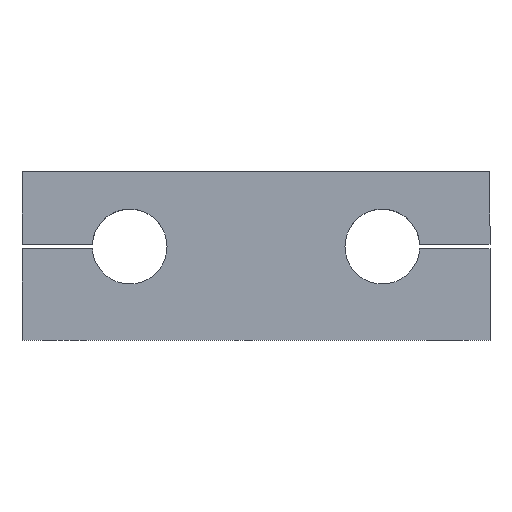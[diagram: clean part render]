
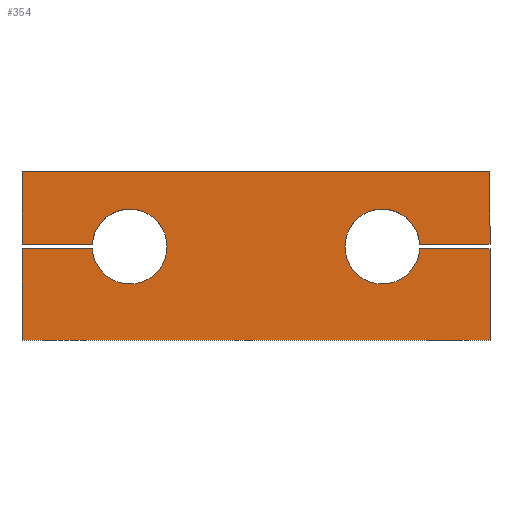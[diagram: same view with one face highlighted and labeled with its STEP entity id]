
A CAD part, top view. The second image highlights one B-rep face of the part: STEP entity #354.
In plain terms, the highlighted planar face has unit normal (0, 0, 1).
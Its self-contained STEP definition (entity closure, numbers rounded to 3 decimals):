
#3 = EDGE_CURVE ( 'NONE', #538, #34, #711, .T. ) ;
#6 = VECTOR ( 'NONE', #656, 1000. ) ;
#9 = CARTESIAN_POINT ( 'NONE',  ( -50., 36., 9. ) ) ;
#12 = DIRECTION ( 'NONE',  ( -1., 0., 0. ) ) ;
#17 = PLANE ( 'NONE',  #603 ) ;
#20 = VERTEX_POINT ( 'NONE', #428 ) ;
#31 = ORIENTED_EDGE ( 'NONE', *, *, #138, .T. ) ;
#34 = VERTEX_POINT ( 'NONE', #205 ) ;
#41 = CARTESIAN_POINT ( 'NONE',  ( 50., 0., 9. ) ) ;
#47 = AXIS2_PLACEMENT_3D ( 'NONE', #124, #296, #638 ) ;
#53 = CARTESIAN_POINT ( 'NONE',  ( -34.984, 20.5, 9. ) ) ;
#62 = EDGE_CURVE ( 'NONE', #637, #301, #655, .T. ) ;
#68 = CARTESIAN_POINT ( 'NONE',  ( 27., 20., 9. ) ) ;
#86 = CARTESIAN_POINT ( 'NONE',  ( -50., 19.5, 9. ) ) ;
#94 = VECTOR ( 'NONE', #338, 1000. ) ;
#99 = DIRECTION ( 'NONE',  ( 0., 1., 0. ) ) ;
#106 = LINE ( 'NONE', #164, #243 ) ;
#113 = CARTESIAN_POINT ( 'NONE',  ( 50., 0., 9. ) ) ;
#124 = CARTESIAN_POINT ( 'NONE',  ( -27., 20., 9. ) ) ;
#135 = CARTESIAN_POINT ( 'NONE',  ( 50., 36., 9. ) ) ;
#138 = EDGE_CURVE ( 'NONE', #653, #538, #487, .T. ) ;
#151 = EDGE_CURVE ( 'NONE', #357, #266, #360, .T. ) ;
#164 = CARTESIAN_POINT ( 'NONE',  ( 50., 19.5, 9. ) ) ;
#174 = EDGE_CURVE ( 'NONE', #34, #525, #226, .T. ) ;
#183 = CARTESIAN_POINT ( 'NONE',  ( 0., 0., 9. ) ) ;
#185 = ORIENTED_EDGE ( 'NONE', *, *, #337, .F. ) ;
#188 = DIRECTION ( 'NONE',  ( 0., 0., -1. ) ) ;
#195 = ORIENTED_EDGE ( 'NONE', *, *, #643, .T. ) ;
#200 = VECTOR ( 'NONE', #12, 1000. ) ;
#205 = CARTESIAN_POINT ( 'NONE',  ( 50., 20.5, 9. ) ) ;
#208 = ORIENTED_EDGE ( 'NONE', *, *, #174, .T. ) ;
#209 = ORIENTED_EDGE ( 'NONE', *, *, #3, .T. ) ;
#226 = LINE ( 'NONE', #389, #546 ) ;
#229 = EDGE_CURVE ( 'NONE', #301, #653, #106, .T. ) ;
#232 = CARTESIAN_POINT ( 'NONE',  ( -50., 20.5, 9. ) ) ;
#237 = VECTOR ( 'NONE', #311, 1000. ) ;
#238 = CARTESIAN_POINT ( 'NONE',  ( -50., 0., 9. ) ) ;
#243 = VECTOR ( 'NONE', #611, 1000. ) ;
#264 = VECTOR ( 'NONE', #292, 1000. ) ;
#266 = VERTEX_POINT ( 'NONE', #53 ) ;
#274 = LINE ( 'NONE', #561, #264 ) ;
#280 = VECTOR ( 'NONE', #372, 1000. ) ;
#292 = DIRECTION ( 'NONE',  ( 0., -1., 0. ) ) ;
#296 = DIRECTION ( 'NONE',  ( 0., 0., 1. ) ) ;
#301 = VERTEX_POINT ( 'NONE', #445 ) ;
#308 = CARTESIAN_POINT ( 'NONE',  ( -50., 0., 9. ) ) ;
#311 = DIRECTION ( 'NONE',  ( 1., 0., 0. ) ) ;
#315 = VERTEX_POINT ( 'NONE', #9 ) ;
#336 = DIRECTION ( 'NONE',  ( 0., 1., 0. ) ) ;
#337 = EDGE_CURVE ( 'NONE', #266, #414, #505, .T. ) ;
#338 = DIRECTION ( 'NONE',  ( 0., -1., 0. ) ) ;
#353 = DIRECTION ( 'NONE',  ( 0., 0., -1. ) ) ;
#354 = ADVANCED_FACE ( 'NONE', ( #570 ), #17, .F. ) ;
#357 = VERTEX_POINT ( 'NONE', #510 ) ;
#360 = CIRCLE ( 'NONE', #47, 8. ) ;
#364 = ORIENTED_EDGE ( 'NONE', *, *, #229, .T. ) ;
#372 = DIRECTION ( 'NONE',  ( 1., 0., 0. ) ) ;
#377 = EDGE_LOOP ( 'NONE', ( #364, #31, #209, #208, #474, #577, #185, #705, #381, #195, #432, #412 ) ) ;
#378 = VERTEX_POINT ( 'NONE', #625 ) ;
#381 = ORIENTED_EDGE ( 'NONE', *, *, #586, .F. ) ;
#389 = CARTESIAN_POINT ( 'NONE',  ( 50., 0., 9. ) ) ;
#400 = LINE ( 'NONE', #238, #94 ) ;
#412 = ORIENTED_EDGE ( 'NONE', *, *, #62, .T. ) ;
#414 = VERTEX_POINT ( 'NONE', #516 ) ;
#420 = DIRECTION ( 'NONE',  ( -1., 0., 0. ) ) ;
#425 = CARTESIAN_POINT ( 'NONE',  ( 34.984, 20.5, 9. ) ) ;
#428 = CARTESIAN_POINT ( 'NONE',  ( -50., 19.5, 9. ) ) ;
#430 = VECTOR ( 'NONE', #99, 1000. ) ;
#432 = ORIENTED_EDGE ( 'NONE', *, *, #509, .T. ) ;
#445 = CARTESIAN_POINT ( 'NONE',  ( 50., 19.5, 9. ) ) ;
#460 = EDGE_CURVE ( 'NONE', #525, #315, #650, .T. ) ;
#464 = DIRECTION ( 'NONE',  ( -1., 0., 0. ) ) ;
#468 = DIRECTION ( 'NONE',  ( 1., 0., 0. ) ) ;
#474 = ORIENTED_EDGE ( 'NONE', *, *, #460, .T. ) ;
#487 = CIRCLE ( 'NONE', #673, 8. ) ;
#505 = LINE ( 'NONE', #232, #200 ) ;
#509 = EDGE_CURVE ( 'NONE', #378, #637, #700, .T. ) ;
#510 = CARTESIAN_POINT ( 'NONE',  ( -34.984, 19.5, 9. ) ) ;
#516 = CARTESIAN_POINT ( 'NONE',  ( -50., 20.5, 9. ) ) ;
#525 = VERTEX_POINT ( 'NONE', #135 ) ;
#538 = VERTEX_POINT ( 'NONE', #425 ) ;
#542 = LINE ( 'NONE', #86, #642 ) ;
#546 = VECTOR ( 'NONE', #336, 1000. ) ;
#561 = CARTESIAN_POINT ( 'NONE',  ( -50., 0., 9. ) ) ;
#570 = FACE_OUTER_BOUND ( 'NONE', #377, .T. ) ;
#577 = ORIENTED_EDGE ( 'NONE', *, *, #663, .T. ) ;
#586 = EDGE_CURVE ( 'NONE', #20, #357, #542, .T. ) ;
#588 = CARTESIAN_POINT ( 'NONE',  ( 50., 20.5, 9. ) ) ;
#603 = AXIS2_PLACEMENT_3D ( 'NONE', #183, #353, #464 ) ;
#611 = DIRECTION ( 'NONE',  ( -1., 0., 0. ) ) ;
#614 = CARTESIAN_POINT ( 'NONE',  ( 34.984, 19.5, 9. ) ) ;
#625 = CARTESIAN_POINT ( 'NONE',  ( -50., 0., 9. ) ) ;
#636 = CARTESIAN_POINT ( 'NONE',  ( -50., 36., 9. ) ) ;
#637 = VERTEX_POINT ( 'NONE', #113 ) ;
#638 = DIRECTION ( 'NONE',  ( 1., 0., 0. ) ) ;
#642 = VECTOR ( 'NONE', #468, 1000. ) ;
#643 = EDGE_CURVE ( 'NONE', #20, #378, #400, .T. ) ;
#650 = LINE ( 'NONE', #636, #6 ) ;
#653 = VERTEX_POINT ( 'NONE', #614 ) ;
#655 = LINE ( 'NONE', #41, #430 ) ;
#656 = DIRECTION ( 'NONE',  ( -1., 0., 0. ) ) ;
#663 = EDGE_CURVE ( 'NONE', #315, #414, #274, .T. ) ;
#673 = AXIS2_PLACEMENT_3D ( 'NONE', #68, #188, #420 ) ;
#700 = LINE ( 'NONE', #308, #237 ) ;
#705 = ORIENTED_EDGE ( 'NONE', *, *, #151, .F. ) ;
#711 = LINE ( 'NONE', #588, #280 ) ;
